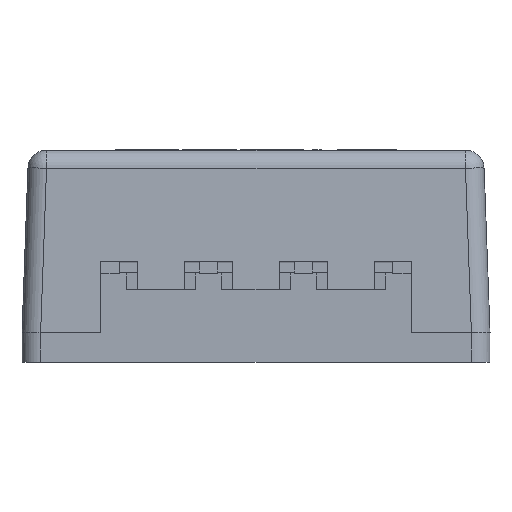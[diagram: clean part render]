
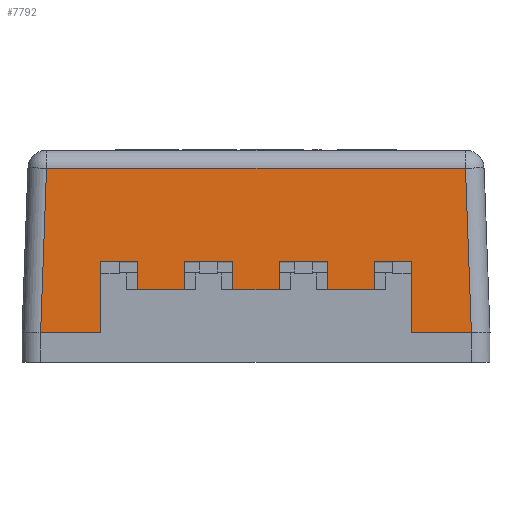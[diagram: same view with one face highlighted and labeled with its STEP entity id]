
A CAD part, front view. The second image highlights one B-rep face of the part: STEP entity #7792.
In plain terms, the highlighted planar face has unit normal (0, -1, 0.033).
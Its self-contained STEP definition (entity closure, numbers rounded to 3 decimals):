
#732=FACE_OUTER_BOUND('',#1178,.T.);
#1178=EDGE_LOOP('',(#6522,#6523,#6524,#6525,#6526,#6527,#6528,#6529,#6530,
#6531,#6532,#6533,#6534,#6535,#6536,#6537,#6538,#6539,#6540,#6541));
#1591=LINE('',#12021,#2460);
#1595=LINE('',#12028,#2464);
#1598=LINE('',#12036,#2467);
#1602=LINE('',#12043,#2471);
#1605=LINE('',#12051,#2474);
#1609=LINE('',#12058,#2478);
#1612=LINE('',#12064,#2481);
#1615=LINE('',#12072,#2484);
#1619=LINE('',#12079,#2488);
#1631=LINE('',#12100,#2500);
#1632=LINE('',#12102,#2501);
#1633=LINE('',#12104,#2502);
#1634=LINE('',#12107,#2503);
#1636=LINE('',#12111,#2505);
#1639=LINE('',#12116,#2508);
#1641=LINE('',#12128,#2510);
#1664=LINE('',#12184,#2533);
#1667=LINE('',#12194,#2536);
#1832=LINE('',#12679,#2701);
#1833=LINE('',#12683,#2702);
#2460=VECTOR('',#8825,10.);
#2464=VECTOR('',#8831,10.);
#2467=VECTOR('',#8836,10.);
#2471=VECTOR('',#8842,10.);
#2474=VECTOR('',#8847,10.);
#2478=VECTOR('',#8853,10.);
#2481=VECTOR('',#8858,10.);
#2484=VECTOR('',#8863,10.);
#2488=VECTOR('',#8869,10.);
#2500=VECTOR('',#8885,10.);
#2501=VECTOR('',#8888,10.);
#2502=VECTOR('',#8891,10.);
#2503=VECTOR('',#8894,10.);
#2505=VECTOR('',#8898,10.);
#2508=VECTOR('',#8903,10.);
#2510=VECTOR('',#8917,10.);
#2533=VECTOR('',#8956,10.);
#2536=VECTOR('',#8965,10.);
#2701=VECTOR('',#9428,10.);
#2702=VECTOR('',#9435,10.);
#3343=VERTEX_POINT('',#12018);
#3344=VERTEX_POINT('',#12020);
#3346=VERTEX_POINT('',#12026);
#3349=VERTEX_POINT('',#12033);
#3350=VERTEX_POINT('',#12035);
#3352=VERTEX_POINT('',#12041);
#3355=VERTEX_POINT('',#12048);
#3356=VERTEX_POINT('',#12050);
#3358=VERTEX_POINT('',#12056);
#3360=VERTEX_POINT('',#12062);
#3363=VERTEX_POINT('',#12069);
#3364=VERTEX_POINT('',#12071);
#3366=VERTEX_POINT('',#12077);
#3374=VERTEX_POINT('',#12106);
#3375=VERTEX_POINT('',#12110);
#3376=VERTEX_POINT('',#12114);
#3377=VERTEX_POINT('',#12118);
#3379=VERTEX_POINT('',#12124);
#3405=VERTEX_POINT('',#12183);
#3580=VERTEX_POINT('',#12678);
#4177=EDGE_CURVE('',#3343,#3344,#1591,.T.);
#4181=EDGE_CURVE('',#3343,#3346,#1595,.T.);
#4184=EDGE_CURVE('',#3349,#3350,#1598,.T.);
#4188=EDGE_CURVE('',#3352,#3346,#1602,.T.);
#4191=EDGE_CURVE('',#3355,#3356,#1605,.T.);
#4195=EDGE_CURVE('',#3355,#3358,#1609,.T.);
#4198=EDGE_CURVE('',#3360,#3358,#1612,.T.);
#4201=EDGE_CURVE('',#3363,#3364,#1615,.T.);
#4205=EDGE_CURVE('',#3363,#3366,#1619,.T.);
#4217=EDGE_CURVE('',#3360,#3364,#1631,.T.);
#4218=EDGE_CURVE('',#3349,#3344,#1632,.T.);
#4219=EDGE_CURVE('',#3352,#3356,#1633,.T.);
#4220=EDGE_CURVE('',#3374,#3350,#1634,.T.);
#4222=EDGE_CURVE('',#3375,#3374,#1636,.T.);
#4225=EDGE_CURVE('',#3366,#3376,#1639,.T.);
#4231=EDGE_CURVE('',#3377,#3379,#1641,.T.);
#4259=EDGE_CURVE('',#3405,#3375,#1664,.T.);
#4265=EDGE_CURVE('',#3376,#3379,#1667,.T.);
#4516=EDGE_CURVE('',#3405,#3580,#1832,.T.);
#4519=EDGE_CURVE('',#3580,#3377,#1833,.T.);
#6522=ORIENTED_EDGE('',*,*,#4181,.T.);
#6523=ORIENTED_EDGE('',*,*,#4188,.F.);
#6524=ORIENTED_EDGE('',*,*,#4219,.T.);
#6525=ORIENTED_EDGE('',*,*,#4191,.F.);
#6526=ORIENTED_EDGE('',*,*,#4195,.T.);
#6527=ORIENTED_EDGE('',*,*,#4198,.F.);
#6528=ORIENTED_EDGE('',*,*,#4217,.T.);
#6529=ORIENTED_EDGE('',*,*,#4201,.F.);
#6530=ORIENTED_EDGE('',*,*,#4205,.T.);
#6531=ORIENTED_EDGE('',*,*,#4225,.T.);
#6532=ORIENTED_EDGE('',*,*,#4265,.T.);
#6533=ORIENTED_EDGE('',*,*,#4231,.F.);
#6534=ORIENTED_EDGE('',*,*,#4519,.F.);
#6535=ORIENTED_EDGE('',*,*,#4516,.F.);
#6536=ORIENTED_EDGE('',*,*,#4259,.T.);
#6537=ORIENTED_EDGE('',*,*,#4222,.T.);
#6538=ORIENTED_EDGE('',*,*,#4220,.T.);
#6539=ORIENTED_EDGE('',*,*,#4184,.F.);
#6540=ORIENTED_EDGE('',*,*,#4218,.T.);
#6541=ORIENTED_EDGE('',*,*,#4177,.F.);
#7414=PLANE('',#8271);
#7792=ADVANCED_FACE('',(#732),#7414,.F.);
#8271=AXIS2_PLACEMENT_3D('',#12861,#9698,#9699);
#8825=DIRECTION('',(0.,-0.033,-0.999));
#8831=DIRECTION('',(1.,0.,0.));
#8836=DIRECTION('',(0.,0.033,0.999));
#8842=DIRECTION('',(0.,0.033,0.999));
#8847=DIRECTION('',(0.,-0.033,-0.999));
#8853=DIRECTION('',(1.,0.,0.));
#8858=DIRECTION('',(0.,0.033,0.999));
#8863=DIRECTION('',(0.,-0.033,-0.999));
#8869=DIRECTION('',(1.,0.,0.));
#8885=DIRECTION('',(1.,0.,0.));
#8888=DIRECTION('',(1.,0.,0.));
#8891=DIRECTION('',(1.,0.,0.));
#8894=DIRECTION('',(1.,0.,0.));
#8898=DIRECTION('',(0.,0.033,0.999));
#8903=DIRECTION('',(0.,-0.033,-0.999));
#8917=DIRECTION('',(0.036,-0.033,-0.999));
#8956=DIRECTION('',(1.,0.,0.));
#8965=DIRECTION('',(1.,0.,0.));
#9428=DIRECTION('',(0.036,0.033,0.999));
#9435=DIRECTION('',(1.,0.,0.));
#9698=DIRECTION('center_axis',(0.,0.999,-0.033));
#9699=DIRECTION('ref_axis',(0.,0.033,0.999));
#12018=CARTESIAN_POINT('',(-16.757,-0.098,-2.991));
#12020=CARTESIAN_POINT('',(-16.757,-0.122,-3.741));
#12021=CARTESIAN_POINT('',(-16.757,-0.061,-1.87));
#12026=CARTESIAN_POINT('',(-15.457,-0.098,-2.991));
#12028=CARTESIAN_POINT('',(-18.346,-0.098,-2.991));
#12033=CARTESIAN_POINT('',(-18.001,-0.122,-3.741));
#12035=CARTESIAN_POINT('',(-18.001,-0.098,-2.991));
#12036=CARTESIAN_POINT('',(-18.001,-0.049,-1.496));
#12041=CARTESIAN_POINT('',(-15.457,-0.122,-3.741));
#12043=CARTESIAN_POINT('',(-15.457,-0.049,-1.496));
#12048=CARTESIAN_POINT('',(-14.214,-0.098,-2.991));
#12050=CARTESIAN_POINT('',(-14.214,-0.122,-3.741));
#12051=CARTESIAN_POINT('',(-14.214,-0.061,-1.87));
#12056=CARTESIAN_POINT('',(-12.914,-0.098,-2.991));
#12058=CARTESIAN_POINT('',(-17.075,-0.098,-2.991));
#12062=CARTESIAN_POINT('',(-12.914,-0.122,-3.741));
#12064=CARTESIAN_POINT('',(-12.914,-0.049,-1.496));
#12069=CARTESIAN_POINT('',(-11.671,-0.098,-2.991));
#12071=CARTESIAN_POINT('',(-11.671,-0.122,-3.741));
#12072=CARTESIAN_POINT('',(-11.671,-0.061,-1.87));
#12077=CARTESIAN_POINT('',(-10.671,-0.098,-2.991));
#12079=CARTESIAN_POINT('',(-16.153,-0.098,-2.991));
#12100=CARTESIAN_POINT('',(-17.075,-0.122,-3.741));
#12102=CARTESIAN_POINT('',(-19.618,-0.122,-3.741));
#12104=CARTESIAN_POINT('',(-18.346,-0.122,-3.741));
#12106=CARTESIAN_POINT('',(-19.001,-0.098,-2.991));
#12107=CARTESIAN_POINT('',(-19.618,-0.098,-2.991));
#12110=CARTESIAN_POINT('',(-19.001,-0.16,-4.89));
#12111=CARTESIAN_POINT('',(-19.001,-0.08,-2.445));
#12114=CARTESIAN_POINT('',(-10.671,-0.16,-4.89));
#12116=CARTESIAN_POINT('',(-10.671,-0.049,-1.496));
#12118=CARTESIAN_POINT('',(-9.218,-0.016,-0.484));
#12124=CARTESIAN_POINT('',(-9.06,-0.16,-4.89));
#12128=CARTESIAN_POINT('',(-9.242,0.007,0.2));
#12183=CARTESIAN_POINT('',(-20.611,-0.16,-4.89));
#12184=CARTESIAN_POINT('',(-21.111,-0.16,-4.89));
#12194=CARTESIAN_POINT('',(-21.111,-0.16,-4.89));
#12678=CARTESIAN_POINT('',(-20.453,-0.016,-0.484));
#12679=CARTESIAN_POINT('',(-20.427,0.008,0.238));
#12683=CARTESIAN_POINT('',(-17.886,-0.016,-0.484));
#12861=CARTESIAN_POINT('Origin',(-20.936,0.,0.));
